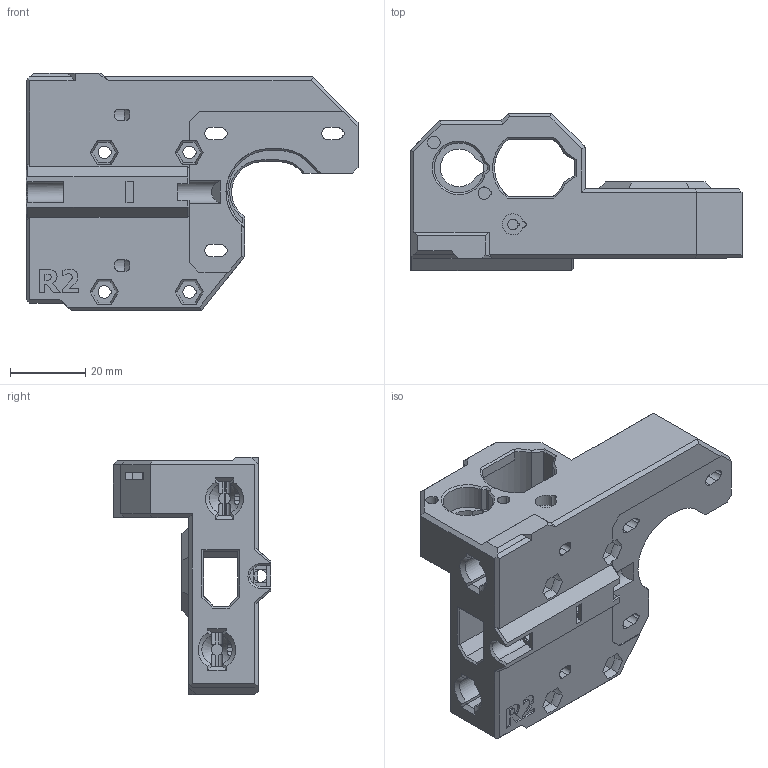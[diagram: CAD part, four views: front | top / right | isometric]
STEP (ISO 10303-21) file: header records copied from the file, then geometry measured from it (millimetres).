
FILE_DESCRIPTION(/* description */ (''),/* implementation_level */ '2;1');
FILE_NAME(/* name */ 'x-end-motor-R2.stp',/* time_stamp */ '2023-07-10T12:30:18+02:00',/* author */ ('Eliáš Knor'),/* organization */ (''),/* preprocessor_version */ 'ST-DEVELOPER v19',/* originating_system */ 'Autodesk Inventor 2023',/* authorisation */ '');
FILE_SCHEMA (('AUTOMOTIVE_DESIGN { 1 0 10303 214 3 1 1 }'));
Length unit declared in the file: millimetre
Products named in the file (1): x-end-motor E3
Bounding box: 88 x 41.75 x 63 mm (x, y, z)
Volume: 66321.2 mm3; surface area: 24442.1 mm2
Topology: 1 solids, 4 shells, 479 faces, 1271 edges, 813 vertices
Faces by surface type: plane 318, cylinder 116, cone 27, bspline 18
Full cylindrical faces by diameter (mm): 3.3 x2
Entity records: 15173 total; most frequent: CARTESIAN_POINT 3255, ORIENTED_EDGE 2542, DIRECTION 2335, EDGE_CURVE 1271, LINE 899, VECTOR 899, VERTEX_POINT 813, AXIS2_PLACEMENT_3D 718
